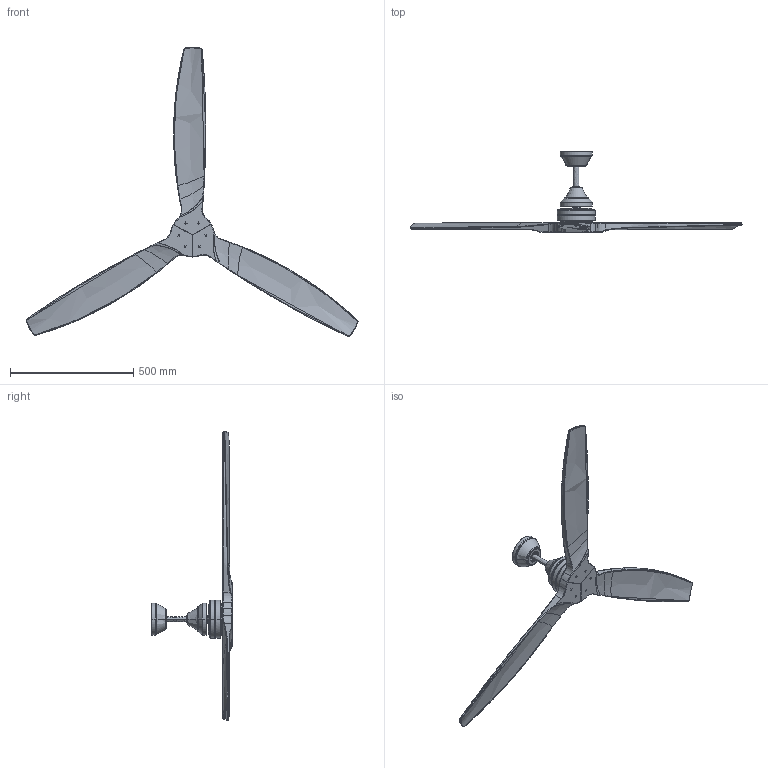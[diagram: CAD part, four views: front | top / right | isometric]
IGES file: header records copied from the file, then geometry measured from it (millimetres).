
Global section: file name: 37H33718.igs; native system: Rhinoceros ( Mar 10 2014 ); preprocessor: Trout Lake IGES 012 Mar 10 2014; date: 181022.063137; units: millimetre
Bounding box: 1346.27 x 328.27 x 1172.41 mm (x, y, z)
Surface area: 851311 mm2 (no closed solid volume)
Topology: 0 solids, 0 shells, 369 faces, 1961 edges, 1961 vertices
Faces by surface type: bspline 369
